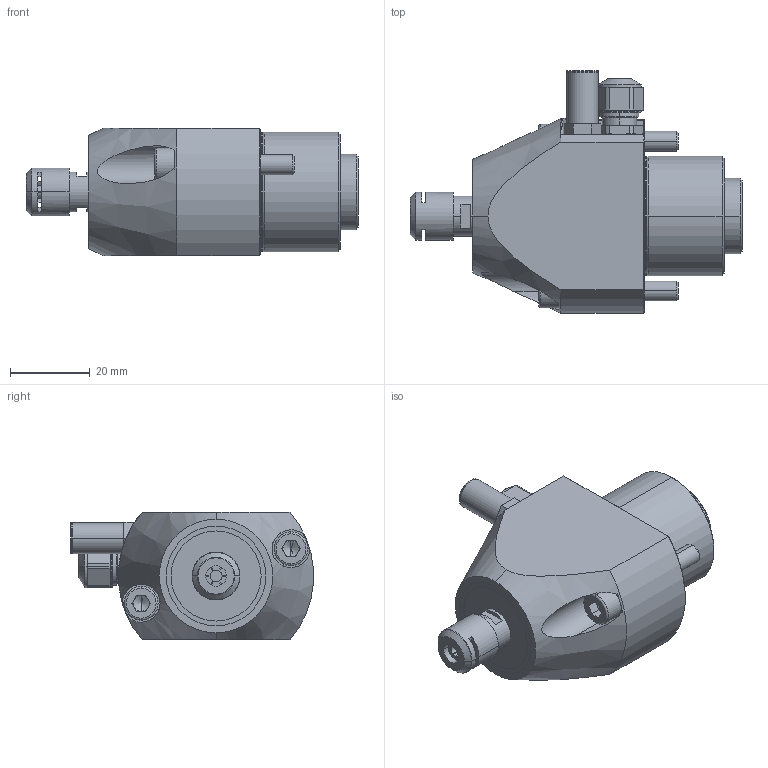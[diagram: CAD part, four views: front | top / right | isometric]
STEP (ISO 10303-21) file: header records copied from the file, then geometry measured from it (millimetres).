
FILE_DESCRIPTION (( 'STEP AP203' ), '1' );
FILE_NAME ('025S060PS-89-.STEP', '2012-04-26T09:33:57', ( 'FM10CAD1' ), ( 'IBAG Switzerland AG' ), 'SwSTEP 2.0', 'SolidWorks 2010', '' );
FILE_SCHEMA (( 'CONFIG_CONTROL_DESIGN' ));
Length unit declared in the file: millimetre
Products named in the file (1): 025S060PS-89-
Bounding box: 83.28 x 60.92 x 32 mm (x, y, z)
Surface area: 16596.6 mm2 (no closed solid volume)
Topology: 0 solids, 20 shells, 240 faces, 737 edges, 503 vertices
Faces by surface type: plane 101, cylinder 88, cone 32, torus 18, bspline 1
Entity records: 8686 total; most frequent: CARTESIAN_POINT 1910, DIRECTION 1522, ORIENTED_EDGE 1204, EDGE_CURVE 733, AXIS2_PLACEMENT_3D 596, VERTEX_POINT 503, CIRCLE 356, LINE 330
